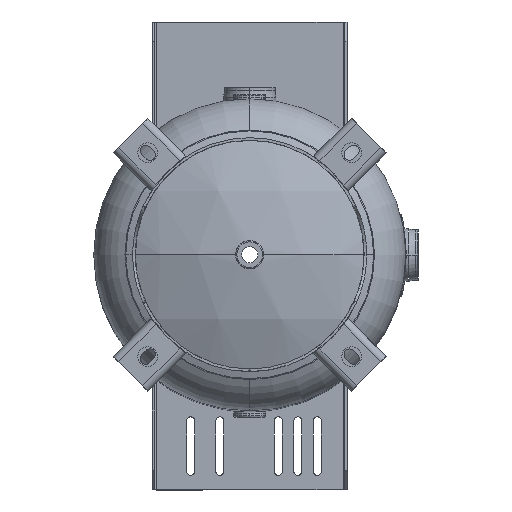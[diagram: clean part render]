
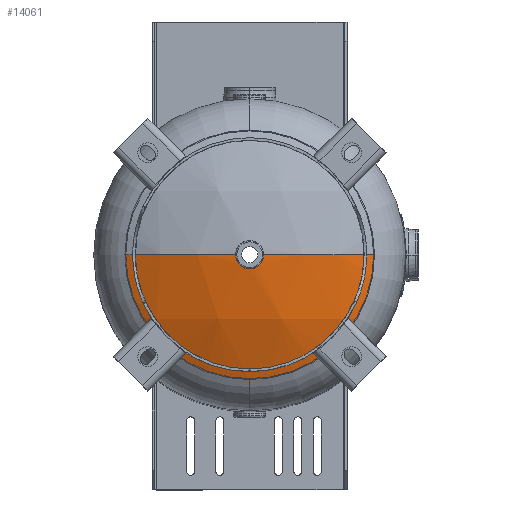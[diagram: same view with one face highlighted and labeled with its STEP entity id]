
A CAD part, top view. The second image highlights one B-rep face of the part: STEP entity #14061.
In plain terms, the highlighted spherical face has radius 365.76 mm.
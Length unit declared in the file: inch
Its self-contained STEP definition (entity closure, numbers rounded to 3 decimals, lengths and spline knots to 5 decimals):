
#412 = CARTESIAN_POINT ( 'NONE',  ( -0.7215, 0., 18.98191 ) ) ;
#418 = CARTESIAN_POINT ( 'NONE',  ( 0.7215, 0., 18.98191 ) ) ;
#421 = CARTESIAN_POINT ( 'NONE',  ( 0., -6.4, 17.49961 ) ) ;
#1147 = CARTESIAN_POINT ( 'NONE',  ( -6.4, 0., 17.49961 ) ) ;
#2300 = CIRCLE ( 'NONE', #12207, 0.7215 ) ;
#3362 = AXIS2_PLACEMENT_3D ( 'NONE', #5679, #5686, #5687 ) ;
#3501 = CARTESIAN_POINT ( 'NONE',  ( 6.4, 0., 17.49961 ) ) ;
#4083 = CARTESIAN_POINT ( 'NONE',  ( 0., 0., 17.49961 ) ) ;
#4084 = DIRECTION ( 'NONE',  ( 0., 0., -1. ) ) ;
#4085 = DIRECTION ( 'NONE',  ( 0., 1., 0. ) ) ;
#4333 = CARTESIAN_POINT ( 'NONE',  ( 0., 0., 4.6 ) ) ;
#4334 = DIRECTION ( 'NONE',  ( 0., -1., 0. ) ) ;
#4335 = DIRECTION ( 'NONE',  ( 1., 0., 0. ) ) ;
#4394 = CARTESIAN_POINT ( 'NONE',  ( 0., 0., 4.6 ) ) ;
#4395 = DIRECTION ( 'NONE',  ( 0., 1., 0. ) ) ;
#4396 = DIRECTION ( 'NONE',  ( 0., 0., 1. ) ) ;
#4622 = CARTESIAN_POINT ( 'NONE',  ( 0., 0., 18.98191 ) ) ;
#4623 = DIRECTION ( 'NONE',  ( 0., 0., 1. ) ) ;
#4624 = DIRECTION ( 'NONE',  ( -1., 0., 0. ) ) ;
#4633 = CARTESIAN_POINT ( 'NONE',  ( 0., 0., 17.49961 ) ) ;
#4634 = DIRECTION ( 'NONE',  ( 0., 0., -1. ) ) ;
#4635 = DIRECTION ( 'NONE',  ( 0., 1., 0. ) ) ;
#4671 = AXIS2_PLACEMENT_3D ( 'NONE', #4633, #4634, #4635 ) ;
#5679 = CARTESIAN_POINT ( 'NONE',  ( 0., 0., 4.6 ) ) ;
#5680 = FACE_OUTER_BOUND ( 'NONE', #8102, .T. ) ;
#5683 = SPHERICAL_SURFACE ( 'NONE', #3362, 14.4 ) ;
#5686 = DIRECTION ( 'NONE',  ( 0., -1., 0. ) ) ;
#5687 = DIRECTION ( 'NONE',  ( 1., 0., 0. ) ) ;
#7771 = AXIS2_PLACEMENT_3D ( 'NONE', #4333, #4334, #4335 ) ;
#7779 = CIRCLE ( 'NONE', #7771, 14.4 ) ;
#7783 = AXIS2_PLACEMENT_3D ( 'NONE', #4083, #4084, #4085 ) ;
#7784 = CIRCLE ( 'NONE', #7783, 6.4 ) ;
#7789 = CIRCLE ( 'NONE', #9117, 14.4 ) ;
#8102 = EDGE_LOOP ( 'NONE', ( #8143, #8142, #8141, #8140, #8139 ) ) ;
#8139 = ORIENTED_EDGE ( 'NONE', *, *, #13914, .F. ) ;
#8140 = ORIENTED_EDGE ( 'NONE', *, *, #13901, .F. ) ;
#8141 = ORIENTED_EDGE ( 'NONE', *, *, #13926, .F. ) ;
#8142 = ORIENTED_EDGE ( 'NONE', *, *, #13912, .T. ) ;
#8143 = ORIENTED_EDGE ( 'NONE', *, *, #13923, .F. ) ;
#9117 = AXIS2_PLACEMENT_3D ( 'NONE', #4394, #4395, #4396 ) ;
#9379 = CIRCLE ( 'NONE', #4671, 6.4 ) ;
#9545 = VERTEX_POINT ( 'NONE', #1147 ) ;
#12207 = AXIS2_PLACEMENT_3D ( 'NONE', #4622, #4623, #4624 ) ;
#12903 = VERTEX_POINT ( 'NONE', #412 ) ;
#12909 = VERTEX_POINT ( 'NONE', #418 ) ;
#12912 = VERTEX_POINT ( 'NONE', #421 ) ;
#13789 = VERTEX_POINT ( 'NONE', #3501 ) ;
#13901 = EDGE_CURVE ( 'NONE', #13789, #12912, #7784, .T. ) ;
#13912 = EDGE_CURVE ( 'NONE', #12903, #9545, #7779, .T. ) ;
#13914 = EDGE_CURVE ( 'NONE', #12909, #13789, #7789, .T. ) ;
#13923 = EDGE_CURVE ( 'NONE', #12903, #12909, #2300, .T. ) ;
#13926 = EDGE_CURVE ( 'NONE', #12912, #9545, #9379, .T. ) ;
#14061 = ADVANCED_FACE ( 'NONE', ( #5680 ), #5683, .T. ) ;
